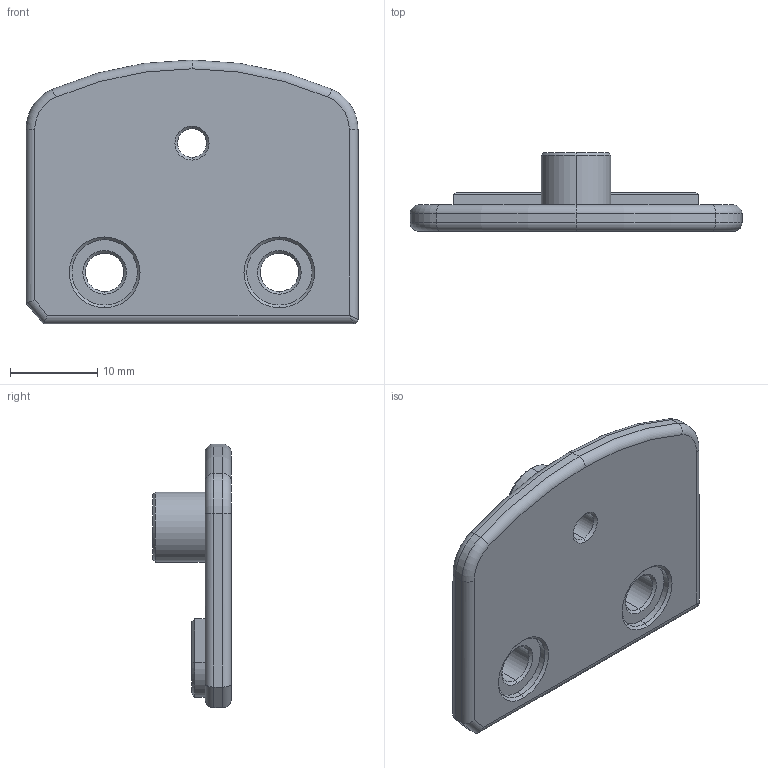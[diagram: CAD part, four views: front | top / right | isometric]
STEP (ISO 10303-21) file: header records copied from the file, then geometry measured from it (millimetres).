
FILE_DESCRIPTION (( 'STEP AP214' ), '1' );
FILE_NAME ('foot_cover_2.STEP', '2026-01-14T06:49:37', ( '' ), ( '' ), 'SwSTEP 2.0', 'SolidWorks 2023', '' );
FILE_SCHEMA (( 'AUTOMOTIVE_DESIGN' ));
Length unit declared in the file: millimetre
Products named in the file (1): foot_cover_2
Bounding box: 38 x 9 x 30.2 mm (x, y, z)
Volume: 3583.3 mm3; surface area: 2817.3 mm2
Topology: 1 solids, 1 shells, 69 faces, 153 edges, 88 vertices
Faces by surface type: cylinder 27, plane 18, cone 14, torus 8, bspline 2
Entity records: 1956 total; most frequent: CARTESIAN_POINT 391, DIRECTION 349, ORIENTED_EDGE 302, EDGE_CURVE 151, AXIS2_PLACEMENT_3D 138, VERTEX_POINT 88, EDGE_LOOP 79, VECTOR 73
